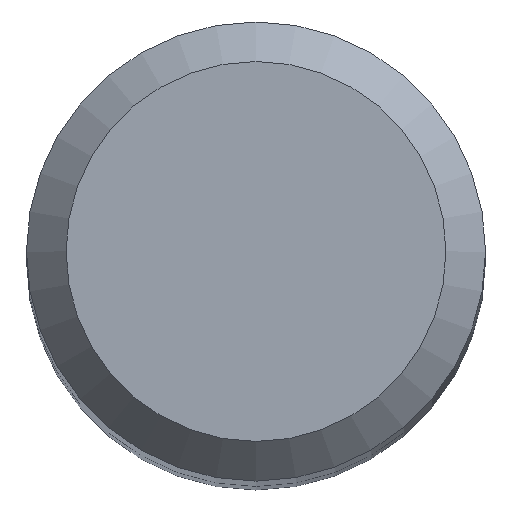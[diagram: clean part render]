
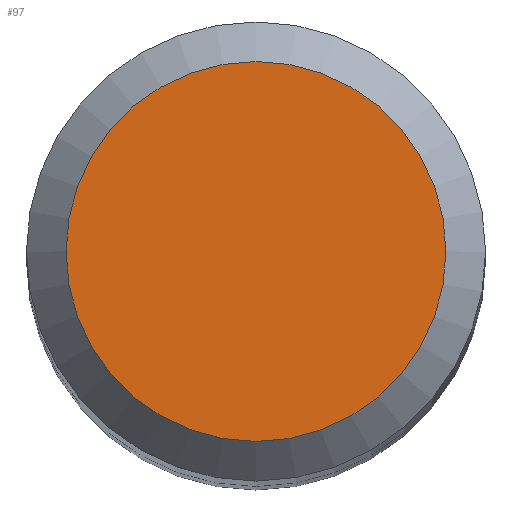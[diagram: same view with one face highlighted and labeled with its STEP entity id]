
A CAD part, top view. The second image highlights one B-rep face of the part: STEP entity #97.
In plain terms, the highlighted planar face has unit normal (0, 0, 1).
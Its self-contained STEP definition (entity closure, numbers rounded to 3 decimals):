
#18 = DIRECTION ( 'NONE',  ( 0., 1., 0. ) ) ;
#21 = CIRCLE ( 'NONE', #103, 2.4 ) ;
#27 = EDGE_LOOP ( 'NONE', ( #202 ) ) ;
#29 = DIRECTION ( 'NONE',  ( 0., 0., -1. ) ) ;
#61 = PLANE ( 'NONE',  #201 ) ;
#92 = VERTEX_POINT ( 'NONE', #119 ) ;
#93 = CARTESIAN_POINT ( 'NONE',  ( 0., 0., 66. ) ) ;
#97 = ADVANCED_FACE ( 'NONE', ( #107 ), #61, .F. ) ;
#103 = AXIS2_PLACEMENT_3D ( 'NONE', #123, #158, #18 ) ;
#107 = FACE_OUTER_BOUND ( 'NONE', #27, .T. ) ;
#119 = CARTESIAN_POINT ( 'NONE',  ( 0., 2.4, 66. ) ) ;
#120 = EDGE_CURVE ( 'NONE', #92, #92, #21, .T. ) ;
#123 = CARTESIAN_POINT ( 'NONE',  ( 0., 0., 66. ) ) ;
#137 = DIRECTION ( 'NONE',  ( 0., 1., 0. ) ) ;
#158 = DIRECTION ( 'NONE',  ( 0., 0., -1. ) ) ;
#201 = AXIS2_PLACEMENT_3D ( 'NONE', #93, #29, #137 ) ;
#202 = ORIENTED_EDGE ( 'NONE', *, *, #120, .F. ) ;
